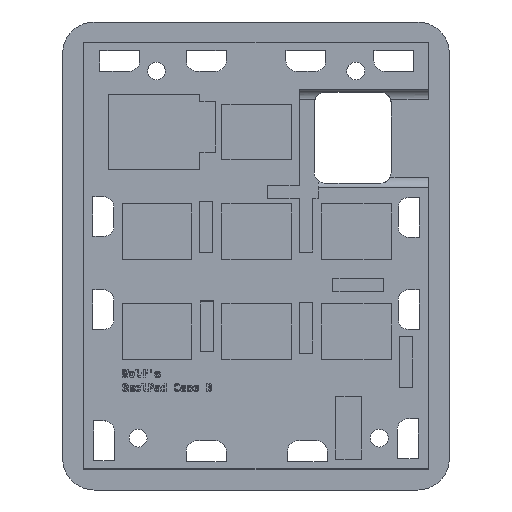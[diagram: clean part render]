
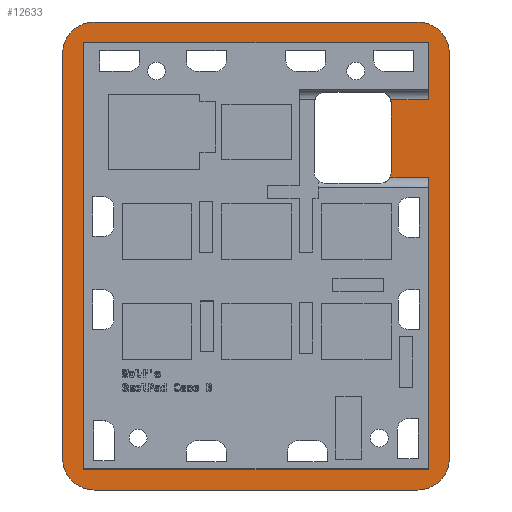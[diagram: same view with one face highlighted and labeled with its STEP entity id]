
A CAD part, top view. The second image highlights one B-rep face of the part: STEP entity #12633.
In plain terms, the highlighted planar face has unit normal (0, 0, 1).
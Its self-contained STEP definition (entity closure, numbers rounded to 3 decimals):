
#84=CIRCLE('',#13007,6.);
#88=CIRCLE('',#13013,6.);
#92=CIRCLE('',#13019,6.);
#96=CIRCLE('',#13025,6.);
#125=CIRCLE('',#13097,2.);
#126=CIRCLE('',#13100,2.);
#215=FACE_BOUND('',#1821,.T.);
#415=PLANE('',#13111);
#1076=FACE_OUTER_BOUND('',#1820,.T.);
#1820=EDGE_LOOP('',(#11141,#11142,#11143,#11144,#11145,#11146,#11147,#11148));
#1821=EDGE_LOOP('',(#11149,#11150,#11151,#11152,#11153,#11154,#11155,#11156,
#11157,#11158));
#2819=LINE('',#23092,#4039);
#2821=LINE('',#23104,#4041);
#2823=LINE('',#23116,#4043);
#2825=LINE('',#23125,#4045);
#2961=LINE('',#23471,#4181);
#2968=LINE('',#23512,#4188);
#2979=LINE('',#23538,#4199);
#2980=LINE('',#23540,#4200);
#2981=LINE('',#23542,#4201);
#2982=LINE('',#23544,#4202);
#2983=LINE('',#23546,#4203);
#2984=LINE('',#23547,#4204);
#4039=VECTOR('',#14519,10.);
#4041=VECTOR('',#14533,10.);
#4043=VECTOR('',#14547,10.);
#4045=VECTOR('',#14559,10.);
#4181=VECTOR('',#14845,10.);
#4188=VECTOR('',#14864,10.);
#4199=VECTOR('',#14883,10.);
#4200=VECTOR('',#14884,10.);
#4201=VECTOR('',#14885,10.);
#4202=VECTOR('',#14886,10.);
#4203=VECTOR('',#14887,10.);
#4204=VECTOR('',#14888,10.);
#5986=VERTEX_POINT('',#23080);
#5989=VERTEX_POINT('',#23085);
#5991=VERTEX_POINT('',#23090);
#5993=VERTEX_POINT('',#23097);
#5995=VERTEX_POINT('',#23102);
#5997=VERTEX_POINT('',#23109);
#5999=VERTEX_POINT('',#23114);
#6001=VERTEX_POINT('',#23121);
#6107=VERTEX_POINT('',#23430);
#6108=VERTEX_POINT('',#23444);
#6110=VERTEX_POINT('',#23452);
#6111=VERTEX_POINT('',#23453);
#6120=VERTEX_POINT('',#23511);
#6131=VERTEX_POINT('',#23537);
#6132=VERTEX_POINT('',#23539);
#6133=VERTEX_POINT('',#23541);
#6134=VERTEX_POINT('',#23543);
#6135=VERTEX_POINT('',#23545);
#7658=EDGE_CURVE('',#5989,#5986,#84,.T.);
#7660=EDGE_CURVE('',#5989,#5991,#2819,.T.);
#7664=EDGE_CURVE('',#5993,#5991,#88,.T.);
#7666=EDGE_CURVE('',#5993,#5995,#2821,.T.);
#7670=EDGE_CURVE('',#5997,#5995,#92,.T.);
#7672=EDGE_CURVE('',#5997,#5999,#2823,.T.);
#7676=EDGE_CURVE('',#6001,#5999,#96,.T.);
#7677=EDGE_CURVE('',#6001,#5986,#2825,.T.);
#7838=EDGE_CURVE('',#6107,#6108,#125,.F.);
#7841=EDGE_CURVE('',#6110,#6111,#126,.T.);
#7845=EDGE_CURVE('',#6108,#6111,#2961,.T.);
#7856=EDGE_CURVE('',#6107,#6120,#2968,.F.);
#7869=EDGE_CURVE('',#6120,#6131,#2979,.T.);
#7870=EDGE_CURVE('',#6132,#6110,#2980,.T.);
#7871=EDGE_CURVE('',#6133,#6132,#2981,.T.);
#7872=EDGE_CURVE('',#6134,#6133,#2982,.T.);
#7873=EDGE_CURVE('',#6135,#6134,#2983,.T.);
#7874=EDGE_CURVE('',#6131,#6135,#2984,.T.);
#11141=ORIENTED_EDGE('',*,*,#7664,.F.);
#11142=ORIENTED_EDGE('',*,*,#7666,.T.);
#11143=ORIENTED_EDGE('',*,*,#7670,.F.);
#11144=ORIENTED_EDGE('',*,*,#7672,.T.);
#11145=ORIENTED_EDGE('',*,*,#7676,.F.);
#11146=ORIENTED_EDGE('',*,*,#7677,.T.);
#11147=ORIENTED_EDGE('',*,*,#7658,.F.);
#11148=ORIENTED_EDGE('',*,*,#7660,.T.);
#11149=ORIENTED_EDGE('',*,*,#7869,.F.);
#11150=ORIENTED_EDGE('',*,*,#7856,.F.);
#11151=ORIENTED_EDGE('',*,*,#7838,.T.);
#11152=ORIENTED_EDGE('',*,*,#7845,.T.);
#11153=ORIENTED_EDGE('',*,*,#7841,.F.);
#11154=ORIENTED_EDGE('',*,*,#7870,.F.);
#11155=ORIENTED_EDGE('',*,*,#7871,.F.);
#11156=ORIENTED_EDGE('',*,*,#7872,.F.);
#11157=ORIENTED_EDGE('',*,*,#7873,.F.);
#11158=ORIENTED_EDGE('',*,*,#7874,.F.);
#12633=ADVANCED_FACE('',(#1076,#215),#415,.F.);
#13007=AXIS2_PLACEMENT_3D('',#23087,#14513,#14514);
#13013=AXIS2_PLACEMENT_3D('',#23099,#14527,#14528);
#13019=AXIS2_PLACEMENT_3D('',#23111,#14541,#14542);
#13025=AXIS2_PLACEMENT_3D('',#23123,#14555,#14556);
#13097=AXIS2_PLACEMENT_3D('',#23446,#14831,#14832);
#13100=AXIS2_PLACEMENT_3D('',#23454,#14839,#14840);
#13111=AXIS2_PLACEMENT_3D('',#23536,#14881,#14882);
#14513=DIRECTION('center_axis',(0.,0.,-1.));
#14514=DIRECTION('ref_axis',(0.707,-0.707,0.));
#14519=DIRECTION('',(0.,1.,0.));
#14527=DIRECTION('center_axis',(0.,0.,-1.));
#14528=DIRECTION('ref_axis',(0.707,0.707,0.));
#14533=DIRECTION('',(-1.,0.,0.));
#14541=DIRECTION('center_axis',(0.,0.,-1.));
#14542=DIRECTION('ref_axis',(-0.707,0.707,0.));
#14547=DIRECTION('',(0.,-1.,0.));
#14555=DIRECTION('center_axis',(0.,0.,-1.));
#14556=DIRECTION('ref_axis',(-0.707,-0.707,0.));
#14559=DIRECTION('',(1.,0.,0.));
#14831=DIRECTION('center_axis',(0.,0.,1.));
#14832=DIRECTION('ref_axis',(0.707,0.707,0.));
#14839=DIRECTION('center_axis',(0.,0.,1.));
#14840=DIRECTION('ref_axis',(0.707,-0.707,0.));
#14845=DIRECTION('',(0.,-1.,0.));
#14864=DIRECTION('',(-1.,0.,0.));
#14881=DIRECTION('center_axis',(0.,0.,-1.));
#14882=DIRECTION('ref_axis',(-1.,0.,0.));
#14883=DIRECTION('',(0.,1.,0.));
#14884=DIRECTION('',(-1.,0.,0.));
#14885=DIRECTION('',(0.,1.,0.));
#14886=DIRECTION('',(1.,0.,0.));
#14887=DIRECTION('',(0.,-1.,0.));
#14888=DIRECTION('',(-1.,0.,0.));
#23080=CARTESIAN_POINT('',(74.754,3.,2.));
#23085=CARTESIAN_POINT('',(80.754,9.,2.));
#23087=CARTESIAN_POINT('Origin',(74.754,9.,2.));
#23090=CARTESIAN_POINT('',(80.754,86.248,2.));
#23092=CARTESIAN_POINT('',(80.754,92.248,2.));
#23097=CARTESIAN_POINT('',(74.754,92.248,2.));
#23099=CARTESIAN_POINT('Origin',(74.754,86.248,2.));
#23102=CARTESIAN_POINT('',(13.,92.248,2.));
#23104=CARTESIAN_POINT('',(7.,92.248,2.));
#23109=CARTESIAN_POINT('',(7.,86.248,2.));
#23111=CARTESIAN_POINT('Origin',(13.,86.248,2.));
#23114=CARTESIAN_POINT('',(7.,9.,2.));
#23116=CARTESIAN_POINT('',(7.,3.,2.));
#23121=CARTESIAN_POINT('',(13.,3.,2.));
#23123=CARTESIAN_POINT('Origin',(13.,9.,2.));
#23125=CARTESIAN_POINT('',(80.754,3.,2.));
#23430=CARTESIAN_POINT('',(69.559,77.392,2.));
#23444=CARTESIAN_POINT('',(69.638,76.837,2.));
#23446=CARTESIAN_POINT('Origin',(67.638,76.837,2.));
#23452=CARTESIAN_POINT('',(69.42,62.592,2.));
#23453=CARTESIAN_POINT('',(69.638,63.5,2.));
#23454=CARTESIAN_POINT('Origin',(67.638,63.5,2.));
#23471=CARTESIAN_POINT('',(69.638,65.746,2.));
#23511=CARTESIAN_POINT('',(76.754,77.392,2.));
#23512=CARTESIAN_POINT('',(58.291,77.392,2.));
#23536=CARTESIAN_POINT('Origin',(64.445,69.992,2.));
#23537=CARTESIAN_POINT('',(76.754,88.248,2.));
#23538=CARTESIAN_POINT('',(76.754,27.312,2.));
#23539=CARTESIAN_POINT('',(76.754,62.592,2.));
#23540=CARTESIAN_POINT('',(70.6,62.592,2.));
#23541=CARTESIAN_POINT('',(76.754,7.,2.));
#23542=CARTESIAN_POINT('',(76.754,27.312,2.));
#23543=CARTESIAN_POINT('',(11.,7.,2.));
#23544=CARTESIAN_POINT('',(27.439,7.,2.));
#23545=CARTESIAN_POINT('',(11.,88.248,2.));
#23546=CARTESIAN_POINT('',(11.,67.936,2.));
#23547=CARTESIAN_POINT('',(60.316,88.248,2.));
